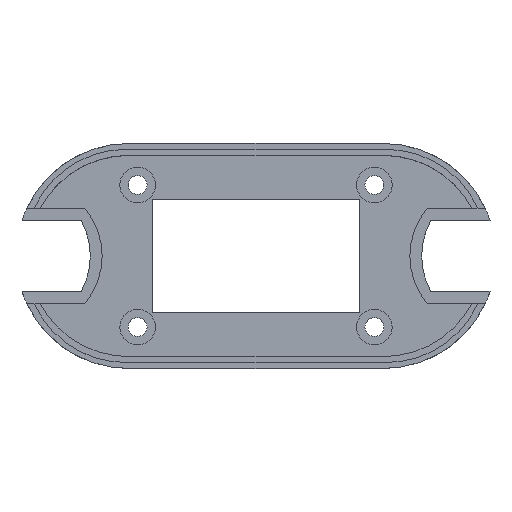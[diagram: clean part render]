
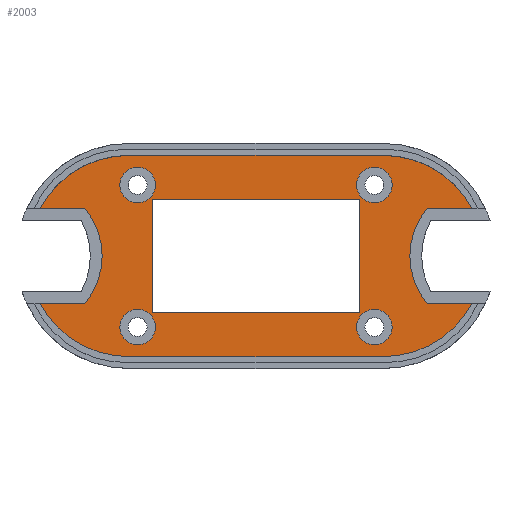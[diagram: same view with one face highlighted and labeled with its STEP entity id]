
A CAD part, top view. The second image highlights one B-rep face of the part: STEP entity #2003.
In plain terms, the highlighted planar face has unit normal (0, 0, 1).
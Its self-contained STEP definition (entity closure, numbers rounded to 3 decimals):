
#1069 = VERTEX_POINT('',#1070);
#1070 = CARTESIAN_POINT('',(-21.5,17.,-2.5));
#1089 = VERTEX_POINT('',#1090);
#1090 = CARTESIAN_POINT('',(-36.5,8.,-2.5));
#1096 = EDGE_CURVE('',#1069,#1089,#1097,.T.);
#1097 = CIRCLE('',#1098,17.);
#1098 = AXIS2_PLACEMENT_3D('',#1099,#1100,#1101);
#1099 = CARTESIAN_POINT('',(-21.5,0.,-2.5));
#1100 = DIRECTION('',(0.,0.,1.));
#1101 = DIRECTION('',(1.,0.,0.));
#1347 = EDGE_CURVE('',#1069,#1348,#1350,.T.);
#1348 = VERTEX_POINT('',#1349);
#1349 = CARTESIAN_POINT('',(21.5,17.,-2.5));
#1350 = LINE('',#1351,#1352);
#1351 = CARTESIAN_POINT('',(-21.5,17.,-2.5));
#1352 = VECTOR('',#1353,1.);
#1353 = DIRECTION('',(1.,0.,0.));
#1437 = EDGE_CURVE('',#1089,#1438,#1440,.T.);
#1438 = VERTEX_POINT('',#1439);
#1439 = CARTESIAN_POINT('',(-28.895,8.,-2.5));
#1440 = LINE('',#1441,#1442);
#1441 = CARTESIAN_POINT('',(-36.5,8.,-2.5));
#1442 = VECTOR('',#1443,1.);
#1443 = DIRECTION('',(1.,0.,0.));
#1461 = EDGE_CURVE('',#1462,#1438,#1464,.T.);
#1462 = VERTEX_POINT('',#1463);
#1463 = CARTESIAN_POINT('',(-28.895,-8.,-2.5));
#1464 = CIRCLE('',#1465,12.473);
#1465 = AXIS2_PLACEMENT_3D('',#1466,#1467,#1468);
#1466 = CARTESIAN_POINT('',(-38.465,0.,-2.5));
#1467 = DIRECTION('',(0.,0.,1.));
#1468 = DIRECTION('',(1.,0.,0.));
#1486 = EDGE_CURVE('',#1487,#1462,#1489,.T.);
#1487 = VERTEX_POINT('',#1488);
#1488 = CARTESIAN_POINT('',(-36.5,-8.,-2.5));
#1489 = LINE('',#1490,#1491);
#1490 = CARTESIAN_POINT('',(-36.5,-8.,-2.5));
#1491 = VECTOR('',#1492,1.);
#1492 = DIRECTION('',(1.,0.,0.));
#1839 = VERTEX_POINT('',#1840);
#1840 = CARTESIAN_POINT('',(-17.5,9.5,-2.5));
#1846 = EDGE_CURVE('',#1847,#1839,#1849,.T.);
#1847 = VERTEX_POINT('',#1848);
#1848 = CARTESIAN_POINT('',(-17.5,-9.5,-2.5));
#1849 = LINE('',#1850,#1851);
#1850 = CARTESIAN_POINT('',(-17.5,4.75,-2.5));
#1851 = VECTOR('',#1852,1.);
#1852 = DIRECTION('',(0.,1.,0.));
#1870 = EDGE_CURVE('',#1871,#1847,#1873,.T.);
#1871 = VERTEX_POINT('',#1872);
#1872 = CARTESIAN_POINT('',(17.5,-9.5,-2.5));
#1873 = LINE('',#1874,#1875);
#1874 = CARTESIAN_POINT('',(-8.75,-9.5,-2.5));
#1875 = VECTOR('',#1876,1.);
#1876 = DIRECTION('',(-1.,0.,0.));
#1894 = EDGE_CURVE('',#1895,#1871,#1897,.T.);
#1895 = VERTEX_POINT('',#1896);
#1896 = CARTESIAN_POINT('',(17.5,9.5,-2.5));
#1897 = LINE('',#1898,#1899);
#1898 = CARTESIAN_POINT('',(17.5,-4.75,-2.5));
#1899 = VECTOR('',#1900,1.);
#1900 = DIRECTION('',(0.,-1.,0.));
#1918 = EDGE_CURVE('',#1839,#1895,#1919,.T.);
#1919 = LINE('',#1920,#1921);
#1920 = CARTESIAN_POINT('',(8.75,9.5,-2.5));
#1921 = VECTOR('',#1922,1.);
#1922 = DIRECTION('',(1.,0.,0.));
#1958 = EDGE_CURVE('',#1959,#1348,#1961,.T.);
#1959 = VERTEX_POINT('',#1960);
#1960 = CARTESIAN_POINT('',(36.5,8.,-2.5));
#1961 = CIRCLE('',#1962,17.);
#1962 = AXIS2_PLACEMENT_3D('',#1963,#1964,#1965);
#1963 = CARTESIAN_POINT('',(21.5,0.,-2.5));
#1964 = DIRECTION('',(0.,0.,1.));
#1965 = DIRECTION('',(1.,0.,0.));
#2003 = ADVANCED_FACE('',(#2004,#2061,#2072,#2083,#2094,#2100),#2111,.T.
  );
#2004 = FACE_BOUND('',#2005,.T.);
#2005 = EDGE_LOOP('',(#2006,#2007,#2008,#2009,#2010,#2011,#2020,#2028,
    #2037,#2045,#2054,#2060));
#2006 = ORIENTED_EDGE('',*,*,#1347,.F.);
#2007 = ORIENTED_EDGE('',*,*,#1096,.T.);
#2008 = ORIENTED_EDGE('',*,*,#1437,.T.);
#2009 = ORIENTED_EDGE('',*,*,#1461,.F.);
#2010 = ORIENTED_EDGE('',*,*,#1486,.F.);
#2011 = ORIENTED_EDGE('',*,*,#2012,.T.);
#2012 = EDGE_CURVE('',#1487,#2013,#2015,.T.);
#2013 = VERTEX_POINT('',#2014);
#2014 = CARTESIAN_POINT('',(-21.5,-17.,-2.5));
#2015 = CIRCLE('',#2016,17.);
#2016 = AXIS2_PLACEMENT_3D('',#2017,#2018,#2019);
#2017 = CARTESIAN_POINT('',(-21.5,0.,-2.5));
#2018 = DIRECTION('',(0.,0.,1.));
#2019 = DIRECTION('',(1.,0.,0.));
#2020 = ORIENTED_EDGE('',*,*,#2021,.F.);
#2021 = EDGE_CURVE('',#2022,#2013,#2024,.T.);
#2022 = VERTEX_POINT('',#2023);
#2023 = CARTESIAN_POINT('',(21.5,-17.,-2.5));
#2024 = LINE('',#2025,#2026);
#2025 = CARTESIAN_POINT('',(21.5,-17.,-2.5));
#2026 = VECTOR('',#2027,1.);
#2027 = DIRECTION('',(-1.,0.,0.));
#2028 = ORIENTED_EDGE('',*,*,#2029,.T.);
#2029 = EDGE_CURVE('',#2022,#2030,#2032,.T.);
#2030 = VERTEX_POINT('',#2031);
#2031 = CARTESIAN_POINT('',(36.5,-8.,-2.5));
#2032 = CIRCLE('',#2033,17.);
#2033 = AXIS2_PLACEMENT_3D('',#2034,#2035,#2036);
#2034 = CARTESIAN_POINT('',(21.5,0.,-2.5));
#2035 = DIRECTION('',(0.,0.,1.));
#2036 = DIRECTION('',(1.,0.,0.));
#2037 = ORIENTED_EDGE('',*,*,#2038,.T.);
#2038 = EDGE_CURVE('',#2030,#2039,#2041,.T.);
#2039 = VERTEX_POINT('',#2040);
#2040 = CARTESIAN_POINT('',(28.895,-8.,-2.5));
#2041 = LINE('',#2042,#2043);
#2042 = CARTESIAN_POINT('',(36.5,-8.,-2.5));
#2043 = VECTOR('',#2044,1.);
#2044 = DIRECTION('',(-1.,0.,0.));
#2045 = ORIENTED_EDGE('',*,*,#2046,.F.);
#2046 = EDGE_CURVE('',#2047,#2039,#2049,.T.);
#2047 = VERTEX_POINT('',#2048);
#2048 = CARTESIAN_POINT('',(28.895,8.,-2.5));
#2049 = CIRCLE('',#2050,12.473);
#2050 = AXIS2_PLACEMENT_3D('',#2051,#2052,#2053);
#2051 = CARTESIAN_POINT('',(38.465,0.,-2.5));
#2052 = DIRECTION('',(0.,0.,1.));
#2053 = DIRECTION('',(1.,0.,0.));
#2054 = ORIENTED_EDGE('',*,*,#2055,.F.);
#2055 = EDGE_CURVE('',#1959,#2047,#2056,.T.);
#2056 = LINE('',#2057,#2058);
#2057 = CARTESIAN_POINT('',(36.5,8.,-2.5));
#2058 = VECTOR('',#2059,1.);
#2059 = DIRECTION('',(-1.,0.,0.));
#2060 = ORIENTED_EDGE('',*,*,#1958,.T.);
#2061 = FACE_BOUND('',#2062,.T.);
#2062 = EDGE_LOOP('',(#2063));
#2063 = ORIENTED_EDGE('',*,*,#2064,.T.);
#2064 = EDGE_CURVE('',#2065,#2065,#2067,.T.);
#2065 = VERTEX_POINT('',#2066);
#2066 = CARTESIAN_POINT('',(-17.,-12.,-2.5));
#2067 = CIRCLE('',#2068,3.);
#2068 = AXIS2_PLACEMENT_3D('',#2069,#2070,#2071);
#2069 = CARTESIAN_POINT('',(-20.,-12.,-2.5));
#2070 = DIRECTION('',(0.,0.,-1.));
#2071 = DIRECTION('',(1.,0.,0.));
#2072 = FACE_BOUND('',#2073,.T.);
#2073 = EDGE_LOOP('',(#2074));
#2074 = ORIENTED_EDGE('',*,*,#2075,.T.);
#2075 = EDGE_CURVE('',#2076,#2076,#2078,.T.);
#2076 = VERTEX_POINT('',#2077);
#2077 = CARTESIAN_POINT('',(23.,-12.,-2.5));
#2078 = CIRCLE('',#2079,3.);
#2079 = AXIS2_PLACEMENT_3D('',#2080,#2081,#2082);
#2080 = CARTESIAN_POINT('',(20.,-12.,-2.5));
#2081 = DIRECTION('',(0.,0.,-1.));
#2082 = DIRECTION('',(1.,0.,0.));
#2083 = FACE_BOUND('',#2084,.T.);
#2084 = EDGE_LOOP('',(#2085));
#2085 = ORIENTED_EDGE('',*,*,#2086,.T.);
#2086 = EDGE_CURVE('',#2087,#2087,#2089,.T.);
#2087 = VERTEX_POINT('',#2088);
#2088 = CARTESIAN_POINT('',(-17.,12.,-2.5));
#2089 = CIRCLE('',#2090,3.);
#2090 = AXIS2_PLACEMENT_3D('',#2091,#2092,#2093);
#2091 = CARTESIAN_POINT('',(-20.,12.,-2.5));
#2092 = DIRECTION('',(0.,0.,-1.));
#2093 = DIRECTION('',(1.,0.,0.));
#2094 = FACE_BOUND('',#2095,.T.);
#2095 = EDGE_LOOP('',(#2096,#2097,#2098,#2099));
#2096 = ORIENTED_EDGE('',*,*,#1870,.T.);
#2097 = ORIENTED_EDGE('',*,*,#1846,.T.);
#2098 = ORIENTED_EDGE('',*,*,#1918,.T.);
#2099 = ORIENTED_EDGE('',*,*,#1894,.T.);
#2100 = FACE_BOUND('',#2101,.T.);
#2101 = EDGE_LOOP('',(#2102));
#2102 = ORIENTED_EDGE('',*,*,#2103,.T.);
#2103 = EDGE_CURVE('',#2104,#2104,#2106,.T.);
#2104 = VERTEX_POINT('',#2105);
#2105 = CARTESIAN_POINT('',(23.,12.,-2.5));
#2106 = CIRCLE('',#2107,3.);
#2107 = AXIS2_PLACEMENT_3D('',#2108,#2109,#2110);
#2108 = CARTESIAN_POINT('',(20.,12.,-2.5));
#2109 = DIRECTION('',(0.,0.,-1.));
#2110 = DIRECTION('',(1.,0.,0.));
#2111 = PLANE('',#2112);
#2112 = AXIS2_PLACEMENT_3D('',#2113,#2114,#2115);
#2113 = CARTESIAN_POINT('',(0.,0.,-2.5));
#2114 = DIRECTION('',(0.,0.,1.));
#2115 = DIRECTION('',(1.,0.,0.));
